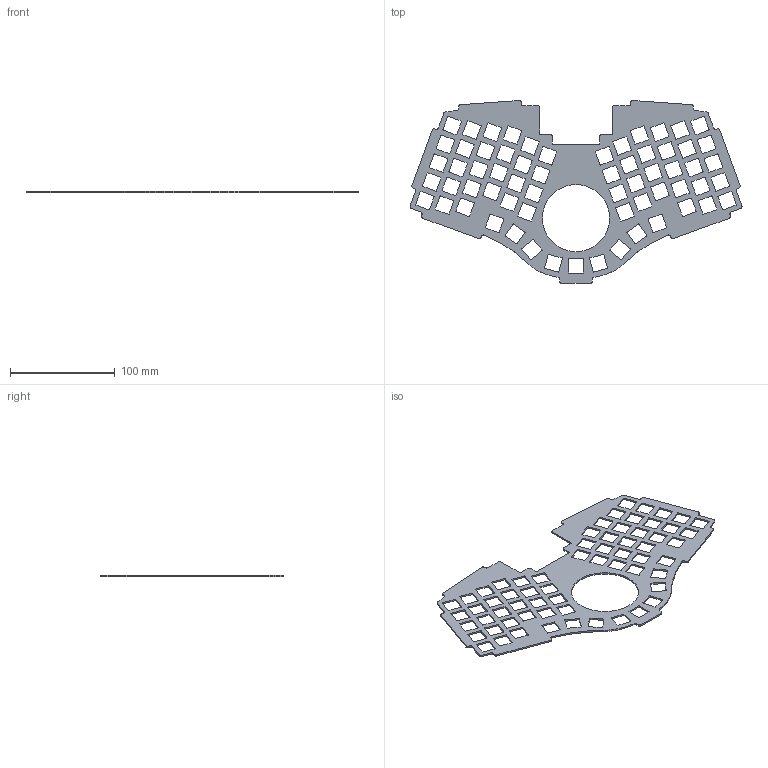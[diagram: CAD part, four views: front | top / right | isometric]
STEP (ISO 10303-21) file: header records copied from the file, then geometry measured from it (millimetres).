
FILE_DESCRIPTION(/* description */ (''),/* implementation_level */ '2;1');
FILE_NAME(/* name */ 'Plate.step',/* time_stamp */ '2023-03-29T20:52:53+01:00',/* author */ (''),/* organization */ (''),/* preprocessor_version */ 'ST-DEVELOPER v19.2',/* originating_system */ 'Autodesk Translation Framework v11.17.0.187',/* authorisation */ '');
FILE_SCHEMA (('AUTOMOTIVE_DESIGN { 1 0 10303 214 3 1 1 }'));
Length unit declared in the file: millimetre
Products named in the file (1): Plate
Bounding box: 316.68 x 174.44 x 1.5 mm (x, y, z)
Volume: 33013.5 mm3; surface area: 50900.1 mm2
Topology: 1 solids, 1 shells, 593 faces, 1773 edges, 1182 vertices
Faces by surface type: cylinder 305, plane 288
Entity records: 20426 total; most frequent: DIRECTION 3571, CARTESIAN_POINT 3549, ORIENTED_EDGE 3546, EDGE_CURVE 1773, AXIS2_PLACEMENT_3D 1204, VERTEX_POINT 1182, LINE 1163, VECTOR 1163
